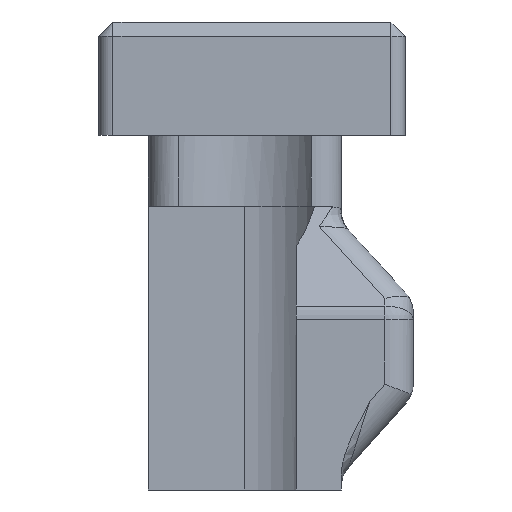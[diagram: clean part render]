
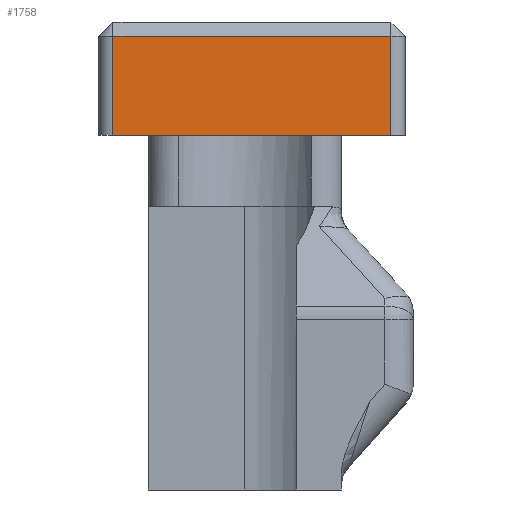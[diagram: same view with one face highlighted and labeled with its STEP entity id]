
A CAD part, left-side view. The second image highlights one B-rep face of the part: STEP entity #1758.
In plain terms, the highlighted planar face has unit normal (-1, 0, 0).
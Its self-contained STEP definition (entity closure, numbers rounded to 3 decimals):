
#102=PLANE('',#1933);
#185=FACE_OUTER_BOUND('',#289,.T.);
#289=EDGE_LOOP('',(#1531,#1532,#1533,#1534));
#503=LINE('',#8475,#626);
#526=LINE('',#8532,#649);
#538=LINE('',#8565,#661);
#539=LINE('',#8567,#662);
#626=VECTOR('',#2265,10.);
#649=VECTOR('',#2312,10.);
#661=VECTOR('',#2356,10.);
#662=VECTOR('',#2359,10.);
#803=VERTEX_POINT('',#8472);
#804=VERTEX_POINT('',#8474);
#825=VERTEX_POINT('',#8528);
#826=VERTEX_POINT('',#8530);
#1032=EDGE_CURVE('',#804,#803,#503,.F.);
#1062=EDGE_CURVE('',#826,#825,#526,.T.);
#1079=EDGE_CURVE('',#825,#803,#538,.T.);
#1080=EDGE_CURVE('',#804,#826,#539,.T.);
#1531=ORIENTED_EDGE('',*,*,#1062,.F.);
#1532=ORIENTED_EDGE('',*,*,#1080,.F.);
#1533=ORIENTED_EDGE('',*,*,#1032,.T.);
#1534=ORIENTED_EDGE('',*,*,#1079,.F.);
#1758=ADVANCED_FACE('',(#185),#102,.T.);
#1933=AXIS2_PLACEMENT_3D('',#8566,#2357,#2358);
#2265=DIRECTION('',(0.,1.,0.));
#2312=DIRECTION('',(0.,-1.,0.));
#2356=DIRECTION('',(0.,0.,-1.));
#2357=DIRECTION('center_axis',(-1.,0.,0.));
#2358=DIRECTION('ref_axis',(0.,-1.,0.));
#2359=DIRECTION('',(0.,0.,1.));
#8472=CARTESIAN_POINT('',(72.363,-67.458,63.612));
#8474=CARTESIAN_POINT('',(72.363,-47.858,63.612));
#8475=CARTESIAN_POINT('',(72.363,-52.258,63.612));
#8528=CARTESIAN_POINT('',(72.363,-67.458,70.612));
#8530=CARTESIAN_POINT('',(72.363,-47.858,70.612));
#8532=CARTESIAN_POINT('',(72.363,-52.258,70.612));
#8565=CARTESIAN_POINT('',(72.363,-67.458,63.612));
#8566=CARTESIAN_POINT('Origin',(72.363,-46.858,63.612));
#8567=CARTESIAN_POINT('',(72.363,-47.858,63.612));
